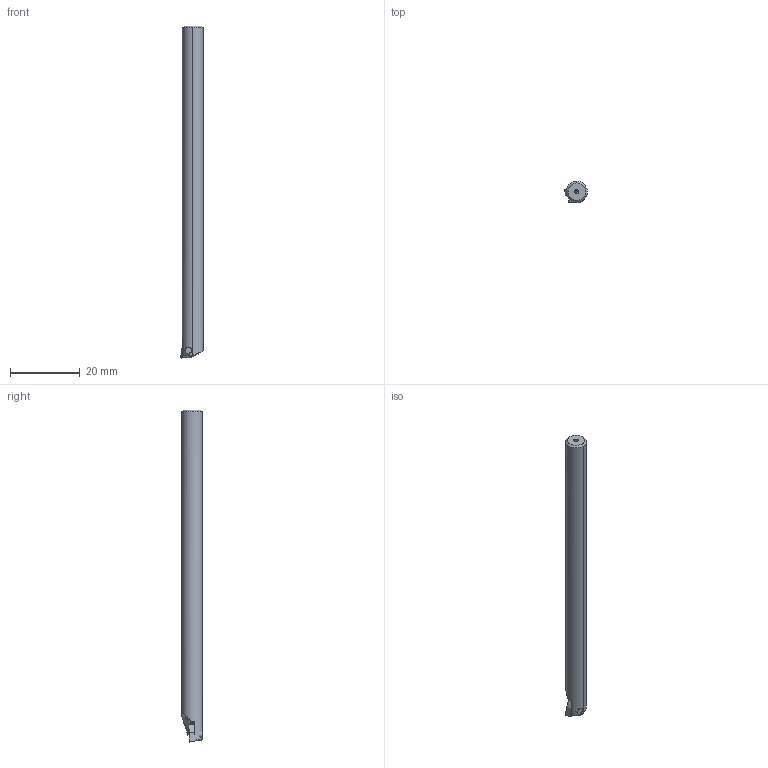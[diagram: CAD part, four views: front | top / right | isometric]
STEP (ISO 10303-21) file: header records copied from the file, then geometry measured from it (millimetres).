
FILE_DESCRIPTION(('no description'),'unknown implementation level');
FILE_NAME('0334B9EE-5226-48A7-901D-EAFAEB627F91_export.stp',' ',('CIMSOURCE GmbH'),('CADClick - KiM GmbH - www.kimweb.de'),'unknown preprocess','ACIS','unknown authorization');
FILE_SCHEMA(('automotive_design'));
Length unit declared in the file: millimetre
Products named in the file (3): 615.202 Kaiser E7,5 WC02 X D6 X 95HM|655.603 Kaiser WCGT 020102 K10C;Schnitt-Rotation1; 615.202 Kaiser E7,5 WC02 X D6 X 95HM|694.101 Kaiser ETL M2x3.6 T6 IP 10S;Kreismuster1; 615.202 Kaiser E7,5 WC02 X D6 X 95HM|615.202 Kaiser E7,5 WC02 X D6 X 95HM;Verrundung2
Bounding box: 6.47 x 6 x 95 mm (x, y, z)
Volume: 2505.9 mm3; surface area: 2235.1 mm2
Topology: 3 solids, 3 shells, 80 faces, 200 edges, 127 vertices
Faces by surface type: cylinder 35, plane 21, cone 16, torus 7, bspline 1
Entity records: 6319 total; most frequent: CARTESIAN_POINT 1982, DIRECTION 456, STYLED_ITEM 410, PRESENTATION_STYLE_ASSIGNMENT 410, COLOUR_RGB 410, ORIENTED_EDGE 400, EDGE_CURVE 200, CURVE_STYLE 200
